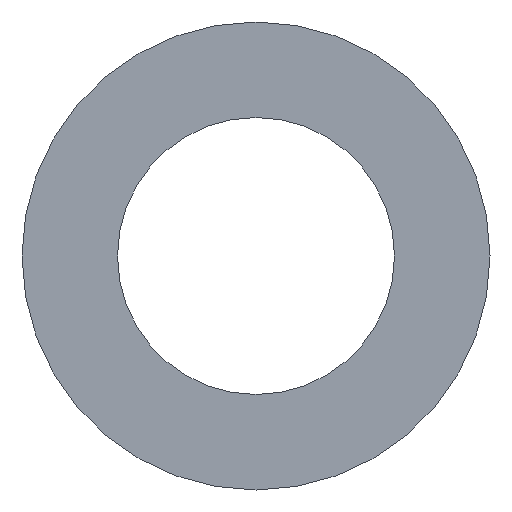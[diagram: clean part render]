
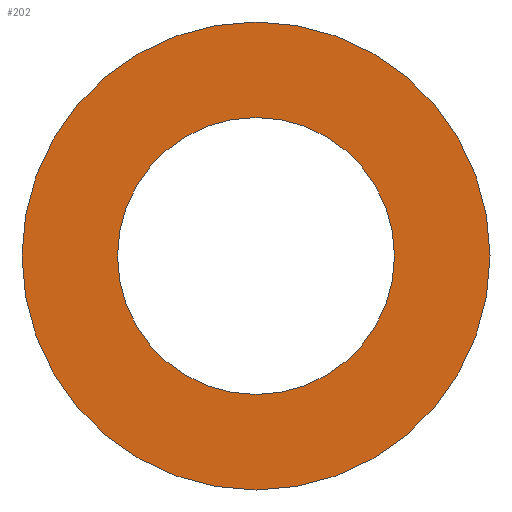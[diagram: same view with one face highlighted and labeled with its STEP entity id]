
A CAD part, front view. The second image highlights one B-rep face of the part: STEP entity #202.
In plain terms, the highlighted planar face has unit normal (0, -1, 0).
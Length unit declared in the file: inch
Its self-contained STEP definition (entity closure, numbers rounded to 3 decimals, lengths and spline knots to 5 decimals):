
#3 = ORIENTED_EDGE ( 'NONE', *, *, #153, .F. ) ;
#13 = CIRCLE ( 'NONE', #243, 0.27725 ) ;
#22 = CARTESIAN_POINT ( 'NONE',  ( 0., 0., -0.4685 ) ) ;
#23 = CIRCLE ( 'NONE', #94, 0.4685 ) ;
#24 = EDGE_LOOP ( 'NONE', ( #86, #102 ) ) ;
#41 = DIRECTION ( 'NONE',  ( 0., 0., 1. ) ) ;
#43 = CARTESIAN_POINT ( 'NONE',  ( 0., 0., 0. ) ) ;
#46 = AXIS2_PLACEMENT_3D ( 'NONE', #193, #69, #41 ) ;
#49 = DIRECTION ( 'NONE',  ( 0., 0., 1. ) ) ;
#50 = CARTESIAN_POINT ( 'NONE',  ( 0., 0., 0.4685 ) ) ;
#51 = FACE_BOUND ( 'NONE', #24, .T. ) ;
#53 = DIRECTION ( 'NONE',  ( 0., 0., 1. ) ) ;
#55 = DIRECTION ( 'NONE',  ( 0., 1., 0. ) ) ;
#59 = PLANE ( 'NONE',  #157 ) ;
#61 = DIRECTION ( 'NONE',  ( 0., 0., 1. ) ) ;
#65 = FACE_OUTER_BOUND ( 'NONE', #113, .T. ) ;
#69 = DIRECTION ( 'NONE',  ( 0., 1., 0. ) ) ;
#84 = AXIS2_PLACEMENT_3D ( 'NONE', #249, #169, #115 ) ;
#85 = VERTEX_POINT ( 'NONE', #50 ) ;
#86 = ORIENTED_EDGE ( 'NONE', *, *, #204, .T. ) ;
#94 = AXIS2_PLACEMENT_3D ( 'NONE', #201, #237, #49 ) ;
#102 = ORIENTED_EDGE ( 'NONE', *, *, #215, .T. ) ;
#113 = EDGE_LOOP ( 'NONE', ( #168, #3 ) ) ;
#115 = DIRECTION ( 'NONE',  ( 0., 0., 1. ) ) ;
#116 = CARTESIAN_POINT ( 'NONE',  ( 0., 0., 0. ) ) ;
#135 = VERTEX_POINT ( 'NONE', #162 ) ;
#138 = CIRCLE ( 'NONE', #84, 0.4685 ) ;
#140 = CARTESIAN_POINT ( 'NONE',  ( 0., 0., 0.27725 ) ) ;
#141 = VERTEX_POINT ( 'NONE', #140 ) ;
#153 = EDGE_CURVE ( 'NONE', #85, #200, #23, .T. ) ;
#157 = AXIS2_PLACEMENT_3D ( 'NONE', #43, #177, #61 ) ;
#162 = CARTESIAN_POINT ( 'NONE',  ( 0., 0., -0.27725 ) ) ;
#168 = ORIENTED_EDGE ( 'NONE', *, *, #219, .F. ) ;
#169 = DIRECTION ( 'NONE',  ( 0., 1., 0. ) ) ;
#177 = DIRECTION ( 'NONE',  ( 0., 1., 0. ) ) ;
#183 = CIRCLE ( 'NONE', #46, 0.27725 ) ;
#193 = CARTESIAN_POINT ( 'NONE',  ( 0., 0., 0. ) ) ;
#200 = VERTEX_POINT ( 'NONE', #22 ) ;
#201 = CARTESIAN_POINT ( 'NONE',  ( 0., 0., 0. ) ) ;
#202 = ADVANCED_FACE ( 'NONE', ( #65, #51 ), #59, .F. ) ;
#204 = EDGE_CURVE ( 'NONE', #135, #141, #183, .T. ) ;
#215 = EDGE_CURVE ( 'NONE', #141, #135, #13, .T. ) ;
#219 = EDGE_CURVE ( 'NONE', #200, #85, #138, .T. ) ;
#237 = DIRECTION ( 'NONE',  ( 0., 1., 0. ) ) ;
#243 = AXIS2_PLACEMENT_3D ( 'NONE', #116, #55, #53 ) ;
#249 = CARTESIAN_POINT ( 'NONE',  ( 0., 0., 0. ) ) ;
